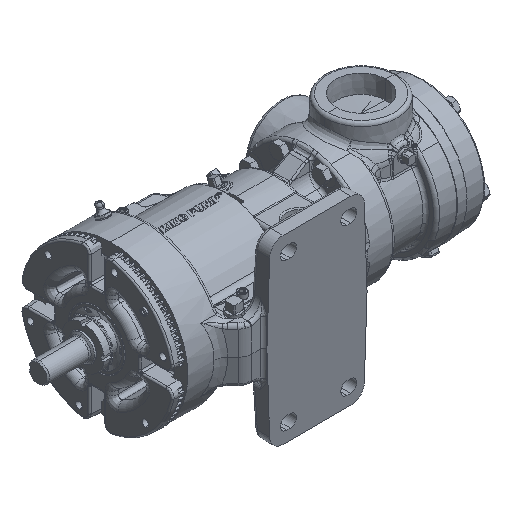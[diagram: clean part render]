
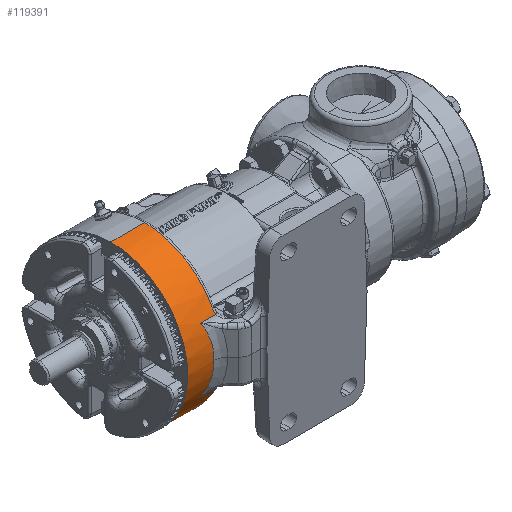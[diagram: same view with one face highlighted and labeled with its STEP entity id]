
A CAD part, isometric view. The second image highlights one B-rep face of the part: STEP entity #119391.
In plain terms, the highlighted cylindrical face has radius 73.025 mm (diameter 146.05 mm), a partial arc.
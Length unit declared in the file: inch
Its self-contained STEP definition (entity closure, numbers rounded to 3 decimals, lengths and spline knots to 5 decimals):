
#2111 = EDGE_CURVE ( 'NONE', #133862, #55467, #134734, .T. ) ;
#5896 = CIRCLE ( 'NONE', #100523, 2.875 ) ;
#6863 = CARTESIAN_POINT ( 'NONE',  ( -6.1987, -2.61696, 1.19043 ) ) ;
#7160 = EDGE_CURVE ( 'NONE', #148743, #67746, #5896, .T. ) ;
#8897 = CIRCLE ( 'NONE', #124692, 2.875 ) ;
#9481 = EDGE_CURVE ( 'NONE', #148743, #133862, #40213, .T. ) ;
#11124 = CARTESIAN_POINT ( 'NONE',  ( -6.76192, -2.61696, 1.19043 ) ) ;
#11160 = CARTESIAN_POINT ( 'NONE',  ( -6.23588, 0., 2.875 ) ) ;
#12284 = DIRECTION ( 'NONE',  ( -1., 0., 0. ) ) ;
#13086 = CARTESIAN_POINT ( 'NONE',  ( -9.66419, 0., -2.875 ) ) ;
#14370 = VERTEX_POINT ( 'NONE', #11160 ) ;
#14536 = DIRECTION ( 'NONE',  ( -1., 0., 0. ) ) ;
#16943 = EDGE_CURVE ( 'NONE', #75597, #150072, #70548, .T. ) ;
#19074 = CARTESIAN_POINT ( 'NONE',  ( -7.5, 0., 0. ) ) ;
#20894 = DIRECTION ( 'NONE',  ( 1., 0., 0. ) ) ;
#21474 = ORIENTED_EDGE ( 'NONE', *, *, #140468, .T. ) ;
#23213 = CARTESIAN_POINT ( 'NONE',  ( -6.76192, -2.61696, 1.19043 ) ) ;
#24179 = CARTESIAN_POINT ( 'NONE',  ( -6.23588, -2.5249, 1.37496 ) ) ;
#26475 = CARTESIAN_POINT ( 'NONE',  ( -6.23588, -2.5249, -1.37496 ) ) ;
#27488 = CARTESIAN_POINT ( 'NONE',  ( -6.22067, -2.58868, -1.25121 ) ) ;
#27907 = ORIENTED_EDGE ( 'NONE', *, *, #9481, .F. ) ;
#28214 = B_SPLINE_CURVE_WITH_KNOTS ( 'NONE', 3,
 ( #6863, #155169, #70232, #92539, #67782, #142783 ),
 .UNSPECIFIED., .F., .F.,
 ( 4, 2, 4 ),
 ( 0., 0.00266, 0.00532 ),
 .UNSPECIFIED. ) ;
#30265 = FACE_OUTER_BOUND ( 'NONE', #31389, .T. ) ;
#31389 = EDGE_LOOP ( 'NONE', ( #27907, #157128, #44230, #141286, #59466, #138533, #140689, #21474, #126046, #114534, #93225 ) ) ;
#33232 = CARTESIAN_POINT ( 'NONE',  ( -9.66419, -2.61696, 1.19043 ) ) ;
#34354 = VECTOR ( 'NONE', #20894, 39.37008 ) ;
#36483 = AXIS2_PLACEMENT_3D ( 'NONE', #93652, #42602, #92033 ) ;
#39548 = CARTESIAN_POINT ( 'NONE',  ( -6.1987, -2.61696, -1.19043 ) ) ;
#40213 = LINE ( 'NONE', #13086, #48313 ) ;
#42602 = DIRECTION ( 'NONE',  ( -1., 0., 0. ) ) ;
#44230 = ORIENTED_EDGE ( 'NONE', *, *, #77629, .T. ) ;
#44551 = VERTEX_POINT ( 'NONE', #39548 ) ;
#46648 = CARTESIAN_POINT ( 'NONE',  ( -9.66419, -2.61696, -1.19043 ) ) ;
#48313 = VECTOR ( 'NONE', #12284, 39.37008 ) ;
#50752 = CARTESIAN_POINT ( 'NONE',  ( -9.66419, 0., 2.875 ) ) ;
#51560 = LINE ( 'NONE', #50752, #148421 ) ;
#52943 = CARTESIAN_POINT ( 'NONE',  ( -6.23588, -2.5249, -1.37496 ) ) ;
#53708 = VERTEX_POINT ( 'NONE', #24179 ) ;
#54192 = CARTESIAN_POINT ( 'NONE',  ( -6.76192, -2.61696, -1.19043 ) ) ;
#55467 = VERTEX_POINT ( 'NONE', #124707 ) ;
#59005 = B_SPLINE_CURVE_WITH_KNOTS ( 'NONE', 3,
 ( #52943, #116382, #153487, #27488, #77711, #115570 ),
 .UNSPECIFIED., .F., .F.,
 ( 4, 2, 4 ),
 ( 0., 0.00266, 0.00532 ),
 .UNSPECIFIED. ) ;
#59464 = EDGE_CURVE ( 'NONE', #44551, #105386, #72961, .T. ) ;
#59466 = ORIENTED_EDGE ( 'NONE', *, *, #78954, .T. ) ;
#61340 = CARTESIAN_POINT ( 'NONE',  ( -6.52802, -2.875, 0. ) ) ;
#62816 =( BOUNDED_CURVE ( )  B_SPLINE_CURVE ( 3, ( #137969, #113205, #126402, #61340 ),
 .UNSPECIFIED., .F., .F. ) 
 B_SPLINE_CURVE_WITH_KNOTS ( ( 4, 4 ),
 ( 2.76403, 3.19094 ),
 .UNSPECIFIED. ) 
 CURVE ( )  GEOMETRIC_REPRESENTATION_ITEM ( )  RATIONAL_B_SPLINE_CURVE ( ( 1., 0.985, 0.985, 1. ) ) 
 REPRESENTATION_ITEM ( '' )  );
#67746 = VERTEX_POINT ( 'NONE', #26475 ) ;
#67782 = CARTESIAN_POINT ( 'NONE',  ( -6.23588, -2.54188, 1.34378 ) ) ;
#70232 = CARTESIAN_POINT ( 'NONE',  ( -6.22067, -2.58868, 1.25121 ) ) ;
#70548 =( BOUNDED_CURVE ( )  B_SPLINE_CURVE ( 3, ( #84433, #109943, #72064, #11124 ),
 .UNSPECIFIED., .F., .F. ) 
 B_SPLINE_CURVE_WITH_KNOTS ( ( 4, 4 ),
 ( 3.09225, 3.51916 ),
 .UNSPECIFIED. ) 
 CURVE ( )  GEOMETRIC_REPRESENTATION_ITEM ( )  RATIONAL_B_SPLINE_CURVE ( ( 1., 0.985, 0.985, 1. ) ) 
 REPRESENTATION_ITEM ( '' )  );
#71346 = DIRECTION ( 'NONE',  ( -1., 0., 0. ) ) ;
#72064 = CARTESIAN_POINT ( 'NONE',  ( -6.58328, -2.78767, 0.81517 ) ) ;
#72961 = LINE ( 'NONE', #46648, #88097 ) ;
#75597 = VERTEX_POINT ( 'NONE', #80539 ) ;
#77055 = DIRECTION ( 'NONE',  ( -1., 0., 0. ) ) ;
#77629 = EDGE_CURVE ( 'NONE', #67746, #44551, #59005, .T. ) ;
#77711 = CARTESIAN_POINT ( 'NONE',  ( -6.21148, -2.60321, -1.22066 ) ) ;
#78954 = EDGE_CURVE ( 'NONE', #105386, #75597, #62816, .T. ) ;
#79559 = AXIS2_PLACEMENT_3D ( 'NONE', #19074, #83275, #146687 ) ;
#80539 = CARTESIAN_POINT ( 'NONE',  ( -6.52802, -2.875, 0. ) ) ;
#82102 = CYLINDRICAL_SURFACE ( 'NONE', #36483, 2.875 ) ;
#83275 = DIRECTION ( 'NONE',  ( -1., 0., 0. ) ) ;
#84433 = CARTESIAN_POINT ( 'NONE',  ( -6.52802, -2.875, 0. ) ) ;
#85212 = CARTESIAN_POINT ( 'NONE',  ( -6.23588, 0., 0. ) ) ;
#88097 = VECTOR ( 'NONE', #71346, 39.37008 ) ;
#92033 = DIRECTION ( 'NONE',  ( 0., 0., 1. ) ) ;
#92539 = CARTESIAN_POINT ( 'NONE',  ( -6.23288, -2.55801, 1.31277 ) ) ;
#93225 = ORIENTED_EDGE ( 'NONE', *, *, #2111, .F. ) ;
#93652 = CARTESIAN_POINT ( 'NONE',  ( -9.66419, 0., 0. ) ) ;
#97559 = DIRECTION ( 'NONE',  ( 0., 0., -1. ) ) ;
#100523 = AXIS2_PLACEMENT_3D ( 'NONE', #85212, #124740, #97559 ) ;
#103020 = CARTESIAN_POINT ( 'NONE',  ( -6.23588, 0., -2.875 ) ) ;
#105386 = VERTEX_POINT ( 'NONE', #54192 ) ;
#108940 = EDGE_CURVE ( 'NONE', #53708, #14370, #8897, .T. ) ;
#109943 = CARTESIAN_POINT ( 'NONE',  ( -6.50412, -2.875, 0.41226 ) ) ;
#110788 = CARTESIAN_POINT ( 'NONE',  ( -6.1987, -2.61696, 1.19043 ) ) ;
#111793 = CARTESIAN_POINT ( 'NONE',  ( -7.5, 0., -2.875 ) ) ;
#113205 = CARTESIAN_POINT ( 'NONE',  ( -6.58328, -2.78767, -0.81517 ) ) ;
#114112 = DIRECTION ( 'NONE',  ( 0., 0., -1. ) ) ;
#114534 = ORIENTED_EDGE ( 'NONE', *, *, #159883, .T. ) ;
#115570 = CARTESIAN_POINT ( 'NONE',  ( -6.1987, -2.61696, -1.19043 ) ) ;
#116382 = CARTESIAN_POINT ( 'NONE',  ( -6.23588, -2.54188, -1.34378 ) ) ;
#119391 = ADVANCED_FACE ( 'Defeatured_0_1004', ( #30265 ), #82102, .T. ) ;
#122913 = VERTEX_POINT ( 'NONE', #110788 ) ;
#124692 = AXIS2_PLACEMENT_3D ( 'NONE', #128117, #77055, #114112 ) ;
#124707 = CARTESIAN_POINT ( 'NONE',  ( -7.5, 0., 2.875 ) ) ;
#124740 = DIRECTION ( 'NONE',  ( -1., 0., 0. ) ) ;
#126046 = ORIENTED_EDGE ( 'NONE', *, *, #108940, .T. ) ;
#126402 = CARTESIAN_POINT ( 'NONE',  ( -6.50412, -2.875, -0.41226 ) ) ;
#128117 = CARTESIAN_POINT ( 'NONE',  ( -6.23588, 0., 0. ) ) ;
#133862 = VERTEX_POINT ( 'NONE', #111793 ) ;
#134734 = CIRCLE ( 'NONE', #79559, 2.875 ) ;
#137969 = CARTESIAN_POINT ( 'NONE',  ( -6.76192, -2.61696, -1.19043 ) ) ;
#138533 = ORIENTED_EDGE ( 'NONE', *, *, #16943, .T. ) ;
#140468 = EDGE_CURVE ( 'NONE', #122913, #53708, #28214, .T. ) ;
#140689 = ORIENTED_EDGE ( 'NONE', *, *, #153298, .T. ) ;
#141286 = ORIENTED_EDGE ( 'NONE', *, *, #59464, .T. ) ;
#142783 = CARTESIAN_POINT ( 'NONE',  ( -6.23588, -2.5249, 1.37496 ) ) ;
#146687 = DIRECTION ( 'NONE',  ( 0., 1., 0. ) ) ;
#148421 = VECTOR ( 'NONE', #14536, 39.37008 ) ;
#148743 = VERTEX_POINT ( 'NONE', #103020 ) ;
#150072 = VERTEX_POINT ( 'NONE', #23213 ) ;
#153298 = EDGE_CURVE ( 'NONE', #150072, #122913, #160081, .T. ) ;
#153487 = CARTESIAN_POINT ( 'NONE',  ( -6.23288, -2.55801, -1.31277 ) ) ;
#155169 = CARTESIAN_POINT ( 'NONE',  ( -6.21148, -2.60321, 1.22066 ) ) ;
#157128 = ORIENTED_EDGE ( 'NONE', *, *, #7160, .T. ) ;
#159883 = EDGE_CURVE ( 'NONE', #14370, #55467, #51560, .T. ) ;
#160081 = LINE ( 'NONE', #33232, #34354 ) ;
